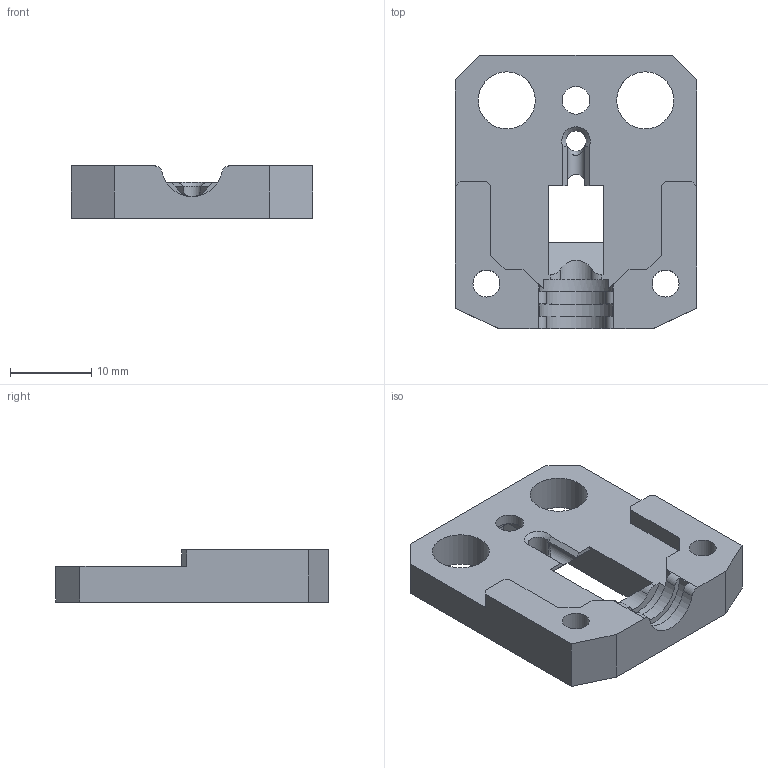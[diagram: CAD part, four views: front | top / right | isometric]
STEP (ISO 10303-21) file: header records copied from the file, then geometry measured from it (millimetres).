
FILE_DESCRIPTION(/* description */ (''),/* implementation_level */ '2;1');
FILE_NAME(/* name */ 'heatbed_cable_cover_bottom_2mm_nylon.step',/* time_stamp */ '2025-07-28T12:39:45+02:00',/* author */ (''),/* organization */ (''),/* preprocessor_version */ 'ST-DEVELOPER v20.1',/* originating_system */ 'Autodesk Translation Framework v14.10.0.0',/* authorisation */ '');
FILE_SCHEMA (('AUTOMOTIVE_DESIGN { 1 0 10303 214 3 1 1 }'));
Length unit declared in the file: millimetre
Products named in the file (1): heatbed_cable_cover_bottom
Bounding box: 29.6 x 33.5 x 6.4 mm (x, y, z)
Volume: 3672.1 mm3; surface area: 2973.2 mm2
Topology: 1 solids, 1 shells, 134 faces, 364 edges, 230 vertices
Faces by surface type: plane 113, cylinder 18, cone 2, bspline 1
Full cylindrical faces by diameter (mm): 2.5 x1, 3.3 x2, 3.4 x1, 7 x2
Entity records: 4351 total; most frequent: CARTESIAN_POINT 889, ORIENTED_EDGE 728, DIRECTION 681, EDGE_CURVE 364, LINE 303, VECTOR 303, VERTEX_POINT 230, AXIS2_PLACEMENT_3D 189
